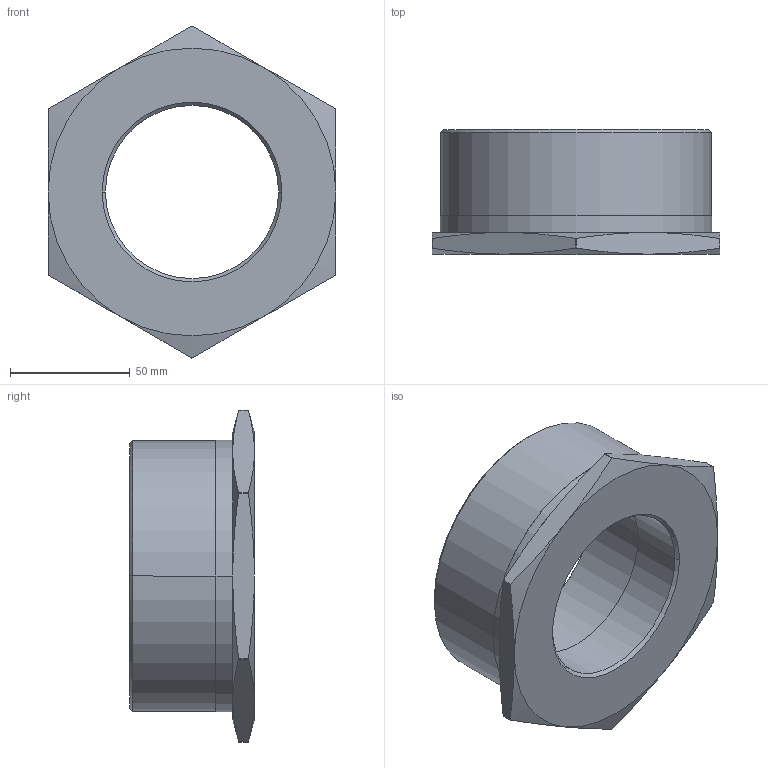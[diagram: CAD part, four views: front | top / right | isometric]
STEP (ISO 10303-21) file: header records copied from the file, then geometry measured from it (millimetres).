
FILE_DESCRIPTION (( 'STEP AP214' ), '1' );
FILE_NAME ('heco_RS-400-212-I.STEP', '2017-05-18T09:42:12', ( '' ), ( '' ), 'SwSTEP 2.0', 'SolidWorks 2016', '' );
FILE_SCHEMA (( 'AUTOMOTIVE_DESIGN' ));
Length unit declared in the file: millimetre
Products named in the file (1): heco_RS-400-212-I
Bounding box: 120 x 52 x 138.47 mm (x, y, z)
Volume: 317302.5 mm3; surface area: 46731.8 mm2
Topology: 1 solids, 1 shells, 231 faces, 592 edges, 388 vertices
Faces by surface type: plane 106, bspline 85, cylinder 20, cone 20
Entity records: 13651 total; most frequent: CARTESIAN_POINT 6753, ORIENTED_EDGE 1184, DIRECTION 704, EDGE_CURVE 592, VERTEX_POINT 388, LINE 338, VECTOR 338, EDGE_LOOP 258
